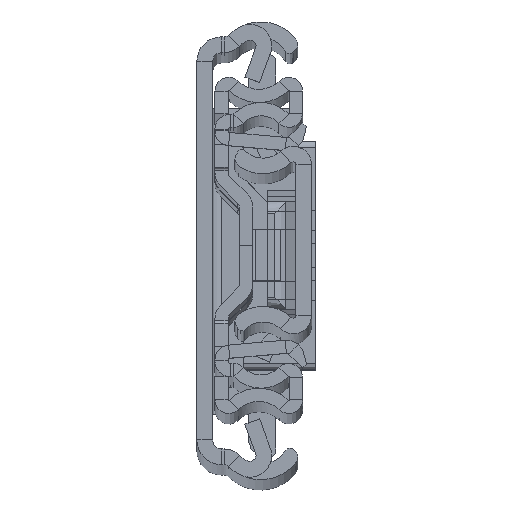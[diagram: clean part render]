
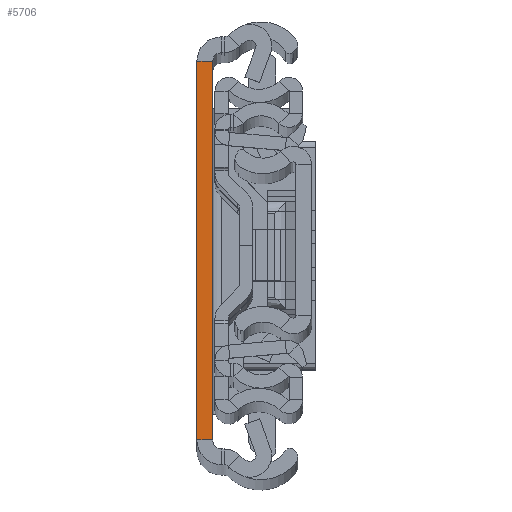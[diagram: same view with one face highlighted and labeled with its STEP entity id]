
A CAD part, top view. The second image highlights one B-rep face of the part: STEP entity #5706.
In plain terms, the highlighted planar face has unit normal (0, 0, 1).
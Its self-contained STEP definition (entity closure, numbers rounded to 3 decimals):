
#76 = DIRECTION ( 'NONE',  ( 1., 0., 0. ) ) ;
#441 = LINE ( 'NONE', #13006, #4393 ) ;
#530 = DIRECTION ( 'NONE',  ( 1., 0., 0. ) ) ;
#800 = LINE ( 'NONE', #8913, #7215 ) ;
#1191 = EDGE_CURVE ( 'NONE', #15082, #9247, #12829, .T. ) ;
#1295 = ORIENTED_EDGE ( 'NONE', *, *, #8861, .F. ) ;
#1503 = CARTESIAN_POINT ( 'NONE',  ( 2.6, -31.5, 0. ) ) ;
#1972 = DIRECTION ( 'NONE',  ( 0., 1., 0. ) ) ;
#2042 = CARTESIAN_POINT ( 'NONE',  ( 2.6, 31.5, 0. ) ) ;
#2619 = VECTOR ( 'NONE', #76, 1000. ) ;
#2688 = ORIENTED_EDGE ( 'NONE', *, *, #1191, .T. ) ;
#4393 = VECTOR ( 'NONE', #530, 1000. ) ;
#5067 = CARTESIAN_POINT ( 'NONE',  ( 0., 31.5, 0. ) ) ;
#5616 = VERTEX_POINT ( 'NONE', #5067 ) ;
#5706 = ADVANCED_FACE ( 'NONE', ( #11113 ), #16469, .F. ) ;
#6572 = VERTEX_POINT ( 'NONE', #11837 ) ;
#7215 = VECTOR ( 'NONE', #1972, 1000. ) ;
#7378 = CARTESIAN_POINT ( 'NONE',  ( 2.6, -31.5, 0. ) ) ;
#8306 = DIRECTION ( 'NONE',  ( 0., 0., -1. ) ) ;
#8823 = DIRECTION ( 'NONE',  ( 0., 1., 0. ) ) ;
#8861 = EDGE_CURVE ( 'NONE', #6572, #5616, #800, .T. ) ;
#8913 = CARTESIAN_POINT ( 'NONE',  ( 0., -31.5, 0. ) ) ;
#9171 = EDGE_CURVE ( 'NONE', #6572, #15082, #12435, .T. ) ;
#9247 = VERTEX_POINT ( 'NONE', #2042 ) ;
#11113 = FACE_OUTER_BOUND ( 'NONE', #15904, .T. ) ;
#11441 = CARTESIAN_POINT ( 'NONE',  ( 2.6, -31.5, 0. ) ) ;
#11837 = CARTESIAN_POINT ( 'NONE',  ( 0., -31.5, 0. ) ) ;
#12435 = LINE ( 'NONE', #1503, #2619 ) ;
#12829 = LINE ( 'NONE', #7378, #13237 ) ;
#13006 = CARTESIAN_POINT ( 'NONE',  ( 2.6, 31.5, 0. ) ) ;
#13237 = VECTOR ( 'NONE', #8823, 1000. ) ;
#13684 = ORIENTED_EDGE ( 'NONE', *, *, #9171, .T. ) ;
#13841 = DIRECTION ( 'NONE',  ( 0., 1., 0. ) ) ;
#15082 = VERTEX_POINT ( 'NONE', #11441 ) ;
#15295 = CARTESIAN_POINT ( 'NONE',  ( 2.6, -31.5, 0. ) ) ;
#15753 = AXIS2_PLACEMENT_3D ( 'NONE', #15295, #8306, #13841 ) ;
#15904 = EDGE_LOOP ( 'NONE', ( #16062, #1295, #13684, #2688 ) ) ;
#15957 = EDGE_CURVE ( 'NONE', #5616, #9247, #441, .T. ) ;
#16062 = ORIENTED_EDGE ( 'NONE', *, *, #15957, .F. ) ;
#16469 = PLANE ( 'NONE',  #15753 ) ;
